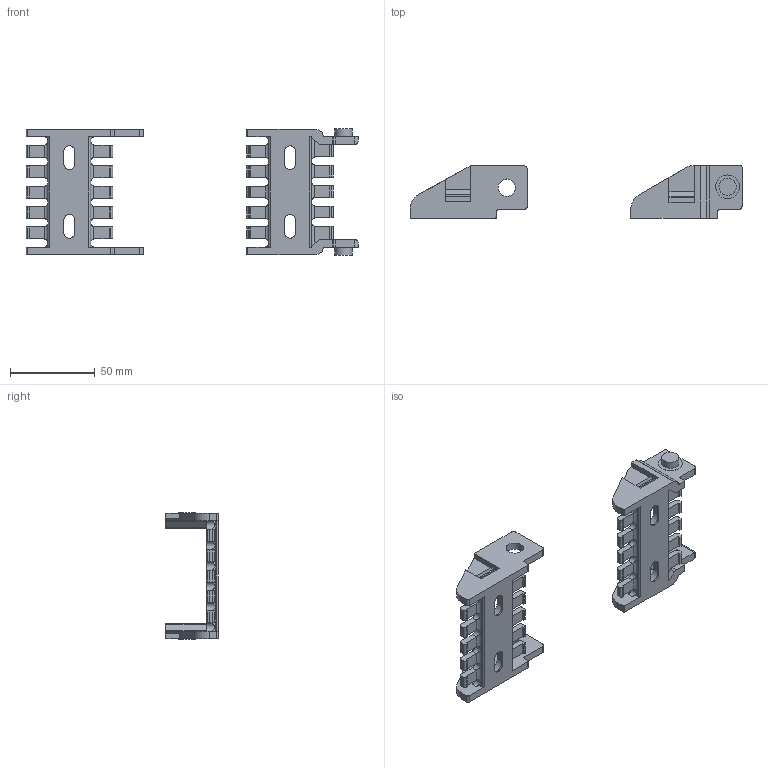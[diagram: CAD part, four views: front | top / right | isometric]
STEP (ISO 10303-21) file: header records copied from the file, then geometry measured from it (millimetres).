
FILE_DESCRIPTION (( 'STEP AP214' ), '1' );
FILE_NAME ('CDC-KAZ-10X22.STEP', '2025-04-03T17:21:29', ( '' ), ( '' ), 'SwSTEP 2.0', 'SolidWorks 2024', '' );
FILE_SCHEMA (( 'AUTOMOTIVE_DESIGN' ));
Length unit declared in the file: millimetre
Products named in the file (1): CDC-KAZ-10X22
Bounding box: 195.5 x 31 x 74.4 mm (x, y, z)
Volume: 51530.2 mm3; surface area: 30925.7 mm2
Topology: 2 solids, 2 shells, 441 faces, 1307 edges, 858 vertices
Faces by surface type: plane 234, cylinder 187, sphere 20
Full cylindrical faces by diameter (mm): 10.1 x2, 10.2 x2, 14 x2
Entity records: 17139 total; most frequent: CARTESIAN_POINT 5341, ORIENTED_EDGE 2522, DIRECTION 2429, EDGE_CURVE 1261, LINE 841, VECTOR 841, VERTEX_POINT 838, AXIS2_PLACEMENT_3D 794
